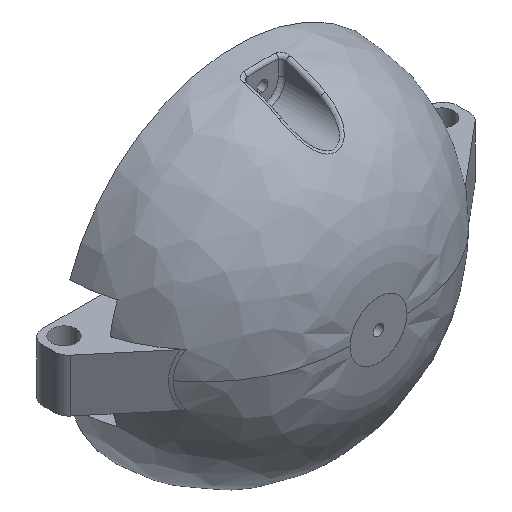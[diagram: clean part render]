
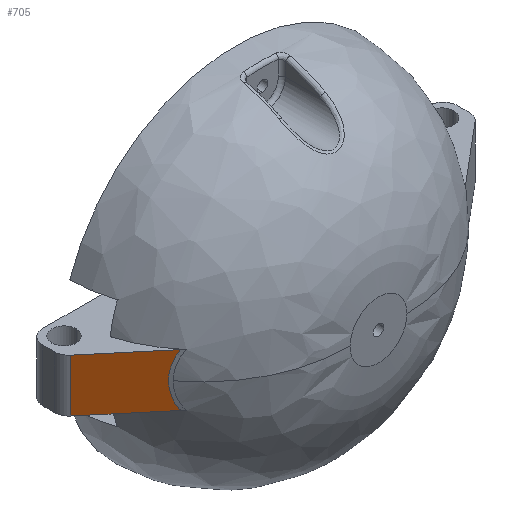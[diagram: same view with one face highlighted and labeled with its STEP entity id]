
A CAD part, isometric view. The second image highlights one B-rep face of the part: STEP entity #705.
In plain terms, the highlighted planar face has unit normal (-0.643, -0.766, 0).
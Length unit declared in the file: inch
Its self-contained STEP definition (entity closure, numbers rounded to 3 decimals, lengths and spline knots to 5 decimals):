
#77 = CARTESIAN_POINT ( 'NONE',  ( -2.05619, -1.1717, 0.22683 ) ) ;
#198 = DIRECTION ( 'NONE',  ( 0.766, -0.643, 0. ) ) ;
#345 = CARTESIAN_POINT ( 'NONE',  ( -2.08595, -1.14673, -0.06514 ) ) ;
#459 = CARTESIAN_POINT ( 'NONE',  ( -2.02911, -1.19443, 0.30081 ) ) ;
#562 = VERTEX_POINT ( 'NONE', #3852 ) ;
#686 = CARTESIAN_POINT ( 'NONE',  ( -2.05675, -1.17123, -0.22495 ) ) ;
#705 = ADVANCED_FACE ( 'NONE', ( #817 ), #878, .T. ) ;
#817 = FACE_OUTER_BOUND ( 'NONE', #3132, .T. ) ;
#819 = CARTESIAN_POINT ( 'NONE',  ( -2.08784, -1.14514, 0.03389 ) ) ;
#878 = PLANE ( 'NONE',  #4160 ) ;
#1465 = DIRECTION ( 'NONE',  ( 0., 0., -1. ) ) ;
#1499 = CARTESIAN_POINT ( 'NONE',  ( -2.00214, -1.21705, 0.35675 ) ) ;
#1547 = ORIENTED_EDGE ( 'NONE', *, *, #3376, .T. ) ;
#1696 = CARTESIAN_POINT ( 'NONE',  ( -2.02412, -1.19861, -0.3136 ) ) ;
#1860 = CARTESIAN_POINT ( 'NONE',  ( -2.90436, -0.46, -1.98331 ) ) ;
#1865 = CARTESIAN_POINT ( 'NONE',  ( -1.99448, -1.22349, 0.37 ) ) ;
#1875 = CARTESIAN_POINT ( 'NONE',  ( -2.83292, -0.51995, -0.36809 ) ) ;
#1879 = DIRECTION ( 'NONE',  ( -0.643, -0.766, 0. ) ) ;
#1880 = CARTESIAN_POINT ( 'NONE',  ( -2.0879, -1.14509, -0.03239 ) ) ;
#1964 = EDGE_CURVE ( 'NONE', #3520, #3779, #2914, .T. ) ;
#1986 = ORIENTED_EDGE ( 'NONE', *, *, #2041, .F. ) ;
#2041 = EDGE_CURVE ( 'NONE', #3520, #562, #2252, .T. ) ;
#2239 = CARTESIAN_POINT ( 'NONE',  ( -1.99558, -1.22256, -0.36809 ) ) ;
#2252 = LINE ( 'NONE', #3984, #2924 ) ;
#2449 = CARTESIAN_POINT ( 'NONE',  ( -2.01083, -1.20976, -0.34151 ) ) ;
#2518 = CARTESIAN_POINT ( 'NONE',  ( -2.06801, -1.16178, 0.17973 ) ) ;
#2558 = CARTESIAN_POINT ( 'NONE',  ( -2.07988, -1.15182, 0.1155 ) ) ;
#2642 = CARTESIAN_POINT ( 'NONE',  ( -2.83292, -0.51995, 0.37 ) ) ;
#2723 = VECTOR ( 'NONE', #3069, 39.37008 ) ;
#2789 = CARTESIAN_POINT ( 'NONE',  ( -1.99558, -1.22256, -0.36809 ) ) ;
#2814 = CARTESIAN_POINT ( 'NONE',  ( -2.07241, -1.15809, -0.16182 ) ) ;
#2901 = CARTESIAN_POINT ( 'NONE',  ( -2.07742, -1.15389, 0.13164 ) ) ;
#2914 = LINE ( 'NONE', #1875, #3213 ) ;
#2924 = VECTOR ( 'NONE', #3634, 39.37008 ) ;
#3055 = ORIENTED_EDGE ( 'NONE', *, *, #1964, .T. ) ;
#3069 = DIRECTION ( 'NONE',  ( -0.766, 0.643, 0. ) ) ;
#3076 = CARTESIAN_POINT ( 'NONE',  ( -2.04708, -1.17935, -0.25533 ) ) ;
#3132 = EDGE_LOOP ( 'NONE', ( #3694, #1547, #1986, #3055 ) ) ;
#3196 = CARTESIAN_POINT ( 'NONE',  ( -2.00938, -1.21098, 0.34305 ) ) ;
#3213 = VECTOR ( 'NONE', #1465, 39.37008 ) ;
#3376 = EDGE_CURVE ( 'NONE', #3400, #562, #3455, .T. ) ;
#3400 = VERTEX_POINT ( 'NONE', #2239 ) ;
#3413 = CARTESIAN_POINT ( 'NONE',  ( -2.83292, -0.51995, -0.36809 ) ) ;
#3455 = B_SPLINE_CURVE_WITH_KNOTS ( 'NONE', 3,
 ( #2789, #2449, #1696, #3076, #686, #2814, #3472, #345, #1880, #819, #4303, #2558, #2901, #3561, #2518, #77, #4348, #459, #4277, #3196, #1499, #1865 ),
 .UNSPECIFIED., .F., .F.,
 ( 4, 2, 2, 2, 2, 2, 2, 2, 2, 2, 4 ),
 ( 0., 0.0025, 0.00499, 0.00749, 0.00999, 0.01248, 0.01373, 0.01498, 0.01747, 0.01872, 0.01997 ),
 .UNSPECIFIED. ) ;
#3472 = CARTESIAN_POINT ( 'NONE',  ( -2.07821, -1.15323, -0.12985 ) ) ;
#3520 = VERTEX_POINT ( 'NONE', #2642 ) ;
#3561 = CARTESIAN_POINT ( 'NONE',  ( -2.07149, -1.15886, 0.16372 ) ) ;
#3634 = DIRECTION ( 'NONE',  ( 0.766, -0.643, 0. ) ) ;
#3651 = EDGE_CURVE ( 'NONE', #3400, #3779, #3828, .T. ) ;
#3694 = ORIENTED_EDGE ( 'NONE', *, *, #3651, .F. ) ;
#3779 = VERTEX_POINT ( 'NONE', #3413 ) ;
#3828 = LINE ( 'NONE', #4480, #2723 ) ;
#3852 = CARTESIAN_POINT ( 'NONE',  ( -1.99448, -1.22349, 0.37 ) ) ;
#3984 = CARTESIAN_POINT ( 'NONE',  ( -2.90436, -0.46, 0.37 ) ) ;
#4160 = AXIS2_PLACEMENT_3D ( 'NONE', #1860, #1879, #198 ) ;
#4277 = CARTESIAN_POINT ( 'NONE',  ( -2.02286, -1.19967, 0.31509 ) ) ;
#4303 = CARTESIAN_POINT ( 'NONE',  ( -2.08582, -1.14684, 0.0668 ) ) ;
#4348 = CARTESIAN_POINT ( 'NONE',  ( -2.04647, -1.17986, 0.25711 ) ) ;
#4480 = CARTESIAN_POINT ( 'NONE',  ( -2.90436, -0.46, -0.36809 ) ) ;
